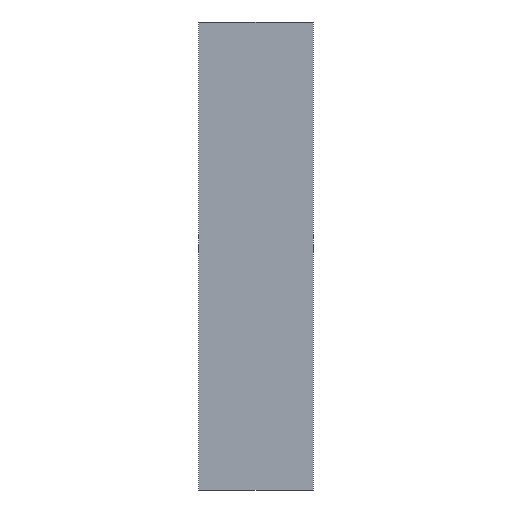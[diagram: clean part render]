
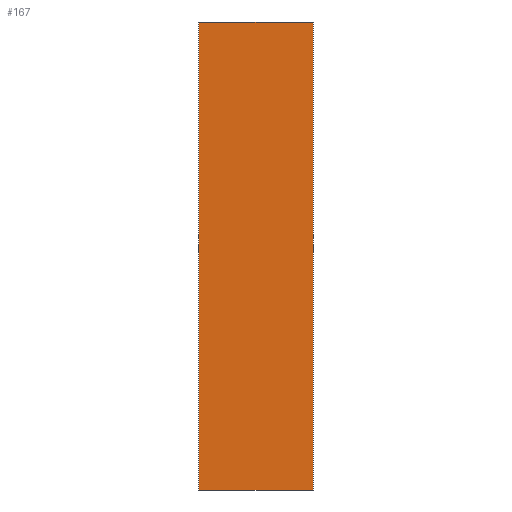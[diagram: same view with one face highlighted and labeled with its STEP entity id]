
A CAD part, left-side view. The second image highlights one B-rep face of the part: STEP entity #167.
In plain terms, the highlighted planar face has unit normal (-1, 0, 0).
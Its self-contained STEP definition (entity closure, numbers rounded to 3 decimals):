
#5 = DIRECTION ( 'NONE',  ( 0., 0., 1. ) ) ;
#8 = LINE ( 'NONE', #17, #19 ) ;
#17 = CARTESIAN_POINT ( 'NONE',  ( -50., 50., 0. ) ) ;
#19 = VECTOR ( 'NONE', #5, 1000. ) ;
#21 = CARTESIAN_POINT ( 'NONE',  ( -50., -50., -210. ) ) ;
#25 = EDGE_CURVE ( 'NONE', #170, #67, #202, .T. ) ;
#37 = DIRECTION ( 'NONE',  ( 0., -1., 0. ) ) ;
#38 = CARTESIAN_POINT ( 'NONE',  ( -50., 50., -210. ) ) ;
#46 = CARTESIAN_POINT ( 'NONE',  ( -50., -50., 200. ) ) ;
#56 = FACE_OUTER_BOUND ( 'NONE', #138, .T. ) ;
#60 = VECTOR ( 'NONE', #166, 1000. ) ;
#67 = VERTEX_POINT ( 'NONE', #46 ) ;
#73 = CARTESIAN_POINT ( 'NONE',  ( -50., 50., 0. ) ) ;
#79 = VECTOR ( 'NONE', #158, 1000. ) ;
#89 = CARTESIAN_POINT ( 'NONE',  ( -50., 50., 200. ) ) ;
#95 = EDGE_CURVE ( 'NONE', #133, #122, #8, .T. ) ;
#96 = ORIENTED_EDGE ( 'NONE', *, *, #119, .F. ) ;
#102 = ORIENTED_EDGE ( 'NONE', *, *, #183, .T. ) ;
#115 = LINE ( 'NONE', #89, #60 ) ;
#119 = EDGE_CURVE ( 'NONE', #122, #67, #115, .T. ) ;
#122 = VERTEX_POINT ( 'NONE', #165 ) ;
#133 = VERTEX_POINT ( 'NONE', #38 ) ;
#134 = LINE ( 'NONE', #144, #178 ) ;
#135 = ORIENTED_EDGE ( 'NONE', *, *, #95, .F. ) ;
#138 = EDGE_LOOP ( 'NONE', ( #96, #135, #102, #160 ) ) ;
#140 = DIRECTION ( 'NONE',  ( -1., 0., 0. ) ) ;
#144 = CARTESIAN_POINT ( 'NONE',  ( -50., 50., -210. ) ) ;
#158 = DIRECTION ( 'NONE',  ( 0., 0., 1. ) ) ;
#160 = ORIENTED_EDGE ( 'NONE', *, *, #25, .T. ) ;
#161 = CARTESIAN_POINT ( 'NONE',  ( -50., -50., 0. ) ) ;
#165 = CARTESIAN_POINT ( 'NONE',  ( -50., 50., 200. ) ) ;
#166 = DIRECTION ( 'NONE',  ( 0., -1., 0. ) ) ;
#167 = ADVANCED_FACE ( 'NONE', ( #56 ), #187, .T. ) ;
#170 = VERTEX_POINT ( 'NONE', #21 ) ;
#175 = DIRECTION ( 'NONE',  ( 0., -1., 0. ) ) ;
#178 = VECTOR ( 'NONE', #37, 1000. ) ;
#183 = EDGE_CURVE ( 'NONE', #133, #170, #134, .T. ) ;
#187 = PLANE ( 'NONE',  #188 ) ;
#188 = AXIS2_PLACEMENT_3D ( 'NONE', #73, #140, #175 ) ;
#202 = LINE ( 'NONE', #161, #79 ) ;
